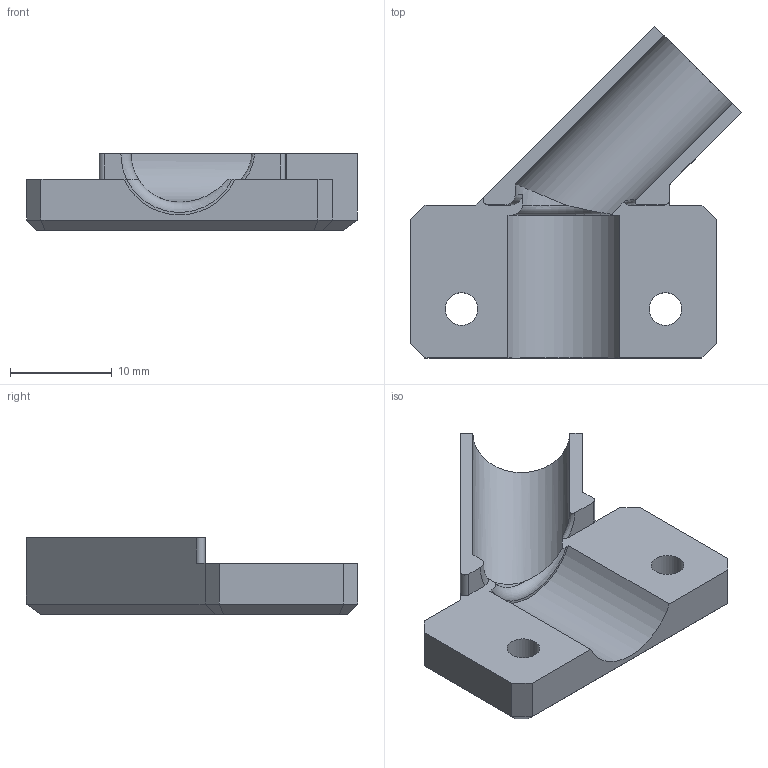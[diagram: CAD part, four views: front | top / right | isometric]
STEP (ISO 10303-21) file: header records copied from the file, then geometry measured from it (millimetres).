
FILE_DESCRIPTION(('FreeCAD Model'),'2;1');
FILE_NAME( 'cables_soporte_titan.step', '2017-02-04T22:33:18',('Diego Lale'),('Lalebots'), 'Open CASCADE STEP processor 6.8','FreeCAD','Unknown');
FILE_SCHEMA(('AUTOMOTIVE_DESIGN_CC2 { 1 2 10303 214 -1 1 5 4 }'));
Length unit declared in the file: millimetre
Products named in the file (2): ASSEMBLY; Fillet003
Assembly tree (1 placements, depth 2):
  ASSEMBLY
    Fillet003
Bounding box: 32.46 x 32.56 x 7.5 mm (x, y, z)
Volume: 2739 mm3; surface area: 2150.1 mm2
Topology: 1 solids, 1 shells, 47 faces, 123 edges, 78 vertices
Faces by surface type: plane 34, cylinder 8, torus 2, cone 2, bspline 1
Full cylindrical faces by diameter (mm): 3.2 x2
Entity records: 6223 total; most frequent: CARTESIAN_POINT 3787, DIRECTION 427, LINE 282, VECTOR 282, ORIENTED_EDGE 246, PCURVE 246, DEFINITIONAL_REPRESENTATION 246, EDGE_CURVE 123
